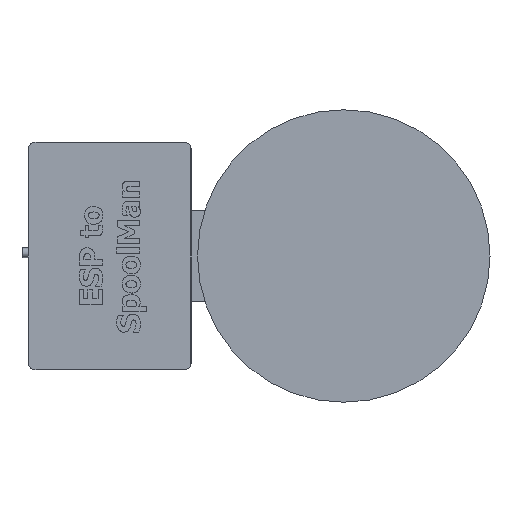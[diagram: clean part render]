
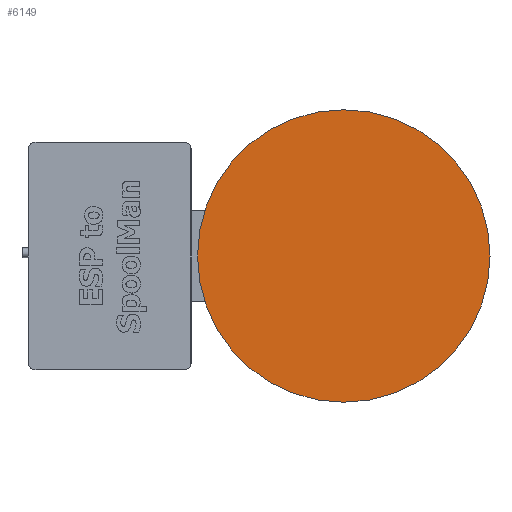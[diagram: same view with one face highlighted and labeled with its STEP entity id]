
A CAD part, front view. The second image highlights one B-rep face of the part: STEP entity #6149.
In plain terms, the highlighted face is planar.
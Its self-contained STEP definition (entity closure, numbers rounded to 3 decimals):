
#534=CIRCLE('',#6729,45.);
#653=FACE_OUTER_BOUND('',#1015,.T.);
#1015=EDGE_LOOP('',(#4200));
#2605=VERTEX_POINT('',#8492);
#3231=EDGE_CURVE('',#2605,#2605,#534,.T.);
#4200=ORIENTED_EDGE('',*,*,#3231,.T.);
#5950=PLANE('',#6731);
#6149=ADVANCED_FACE('',(#653),#5950,.T.);
#6729=AXIS2_PLACEMENT_3D('',#8493,#7171,#7172);
#6731=AXIS2_PLACEMENT_3D('',#8497,#7176,#7177);
#7171=DIRECTION('center_axis',(0.,0.,1.));
#7172=DIRECTION('ref_axis',(1.,0.,0.));
#7176=DIRECTION('center_axis',(0.,0.,1.));
#7177=DIRECTION('ref_axis',(1.,0.,0.));
#8492=CARTESIAN_POINT('',(-52.5,0.,12.));
#8493=CARTESIAN_POINT('Origin',(-7.5,0.,12.));
#8497=CARTESIAN_POINT('Origin',(-7.5,0.,12.));
